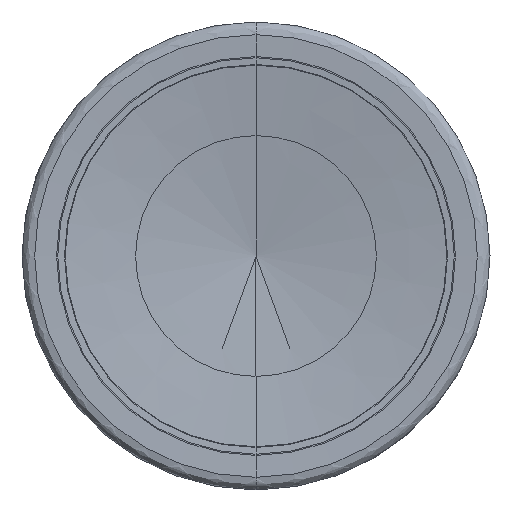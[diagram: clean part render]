
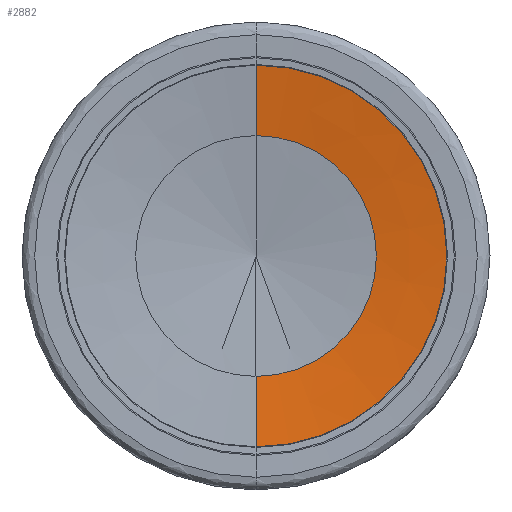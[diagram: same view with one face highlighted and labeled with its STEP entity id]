
A CAD part, top view. The second image highlights one B-rep face of the part: STEP entity #2882.
In plain terms, the highlighted conical face has half-angle 82.304 degrees and reference radius 2.661 mm.
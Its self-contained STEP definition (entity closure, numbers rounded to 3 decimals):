
#1719=CARTESIAN_POINT('',(0.,3.262,9.967));
#1755=CARTESIAN_POINT('',(0.,-3.262,9.967));
#1776=CARTESIAN_POINT('',(0.,0.,9.967));
#1777=DIRECTION('',(0.,0.,-1.));
#1778=DIRECTION('',(0.,1.,0.));
#1779=AXIS2_PLACEMENT_3D('',#1776,#1777,#1778);
#1784=DIRECTION('',(0.,-0.991,-0.134));
#1785=VECTOR('',#1784,1.214);
#1786=CARTESIAN_POINT('',(0.,3.262,9.967));
#1787=LINE('',#1786,#1785);
#1791=DIRECTION('',(0.,0.991,-0.134));
#1792=VECTOR('',#1791,1.214);
#1793=CARTESIAN_POINT('',(0.,-3.262,9.967));
#1794=LINE('',#1793,#1792);
#1828=CARTESIAN_POINT('',(0.,0.,9.805));
#1829=DIRECTION('',(0.,0.,-1.));
#1830=DIRECTION('',(0.,1.,0.));
#1831=AXIS2_PLACEMENT_3D('',#1828,#1829,#1830);
#2284=VERTEX_POINT('',#1719);
#2285=CARTESIAN_POINT('',(0.,2.059,9.805));
#2286=VERTEX_POINT('',#2285);
#2299=VERTEX_POINT('',#1755);
#2300=CARTESIAN_POINT('',(0.,-2.059,9.805));
#2301=VERTEX_POINT('',#2300);
#2868=CARTESIAN_POINT('',(0.,0.,9.886));
#2869=DIRECTION('',(0.,0.,1.));
#2870=DIRECTION('',(0.,1.,0.));
#2871=AXIS2_PLACEMENT_3D('',#2868,#2869,#2870);
#2872=CONICAL_SURFACE('',#2871,2.661,82.304);
#2874=ORIENTED_EDGE('',*,*,#2873,.F.);
#2875=ORIENTED_EDGE('',*,*,#2863,.T.);
#2877=ORIENTED_EDGE('',*,*,#2876,.T.);
#2879=ORIENTED_EDGE('',*,*,#2878,.F.);
#2880=EDGE_LOOP('',(#2874,#2875,#2877,#2879));
#2881=FACE_OUTER_BOUND('',#2880,.F.);
#1780=CIRCLE('',#1779,3.262);
#1832=CIRCLE('',#1831,2.059);
#2863=EDGE_CURVE('',#2284,#2299,#1780,.T.);
#2873=EDGE_CURVE('',#2284,#2286,#1787,.T.);
#2876=EDGE_CURVE('',#2299,#2301,#1794,.T.);
#2878=EDGE_CURVE('',#2286,#2301,#1832,.T.);
#2882=ADVANCED_FACE('',(#2881),#2872,.F.);
